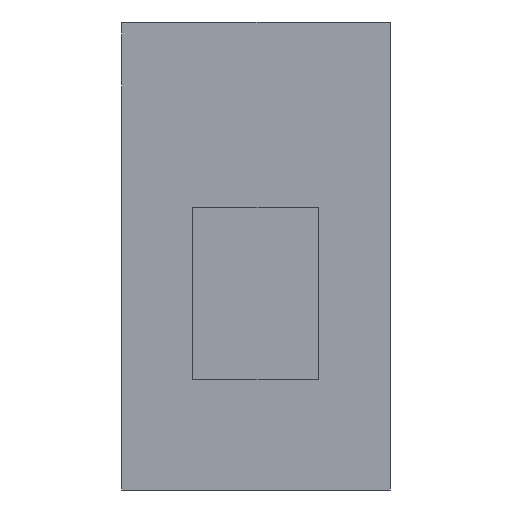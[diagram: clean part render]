
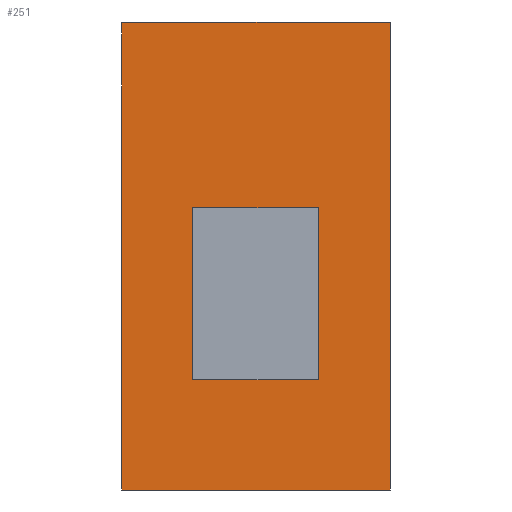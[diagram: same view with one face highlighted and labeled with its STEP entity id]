
A CAD part, left-side view. The second image highlights one B-rep face of the part: STEP entity #251.
In plain terms, the highlighted planar face has unit normal (-1, 0, 0).
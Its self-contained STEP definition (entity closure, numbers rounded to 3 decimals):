
#3 = CARTESIAN_POINT ( 'NONE',  ( 0., 7.1, 0. ) ) ;
#4 = CARTESIAN_POINT ( 'NONE',  ( 0., 26.5, -35.375 ) ) ;
#28 = CARTESIAN_POINT ( 'NONE',  ( 0., 26.5, 0. ) ) ;
#74 = CARTESIAN_POINT ( 'NONE',  ( 0., 0., -46.25 ) ) ;
#76 = VERTEX_POINT ( 'NONE', #186 ) ;
#80 = DIRECTION ( 'NONE',  ( 1., 0., 0. ) ) ;
#108 = LINE ( 'NONE', #3, #634 ) ;
#167 = CARTESIAN_POINT ( 'NONE',  ( 0., 19.5, 0. ) ) ;
#173 = EDGE_LOOP ( 'NONE', ( #1067, #942, #527, #803 ) ) ;
#186 = CARTESIAN_POINT ( 'NONE',  ( 0., 19.5, -18.375 ) ) ;
#214 = DIRECTION ( 'NONE',  ( 0., 0., 1. ) ) ;
#244 = VERTEX_POINT ( 'NONE', #603 ) ;
#251 = ADVANCED_FACE ( 'NONE', ( #418, #775 ), #330, .F. ) ;
#252 = CARTESIAN_POINT ( 'NONE',  ( 0., 7.1, -35.375 ) ) ;
#262 = DIRECTION ( 'NONE',  ( 0., 0., -1. ) ) ;
#275 = DIRECTION ( 'NONE',  ( 0., -1., 0. ) ) ;
#279 = VERTEX_POINT ( 'NONE', #74 ) ;
#291 = ORIENTED_EDGE ( 'NONE', *, *, #402, .F. ) ;
#330 = PLANE ( 'NONE',  #739 ) ;
#331 = VERTEX_POINT ( 'NONE', #252 ) ;
#372 = LINE ( 'NONE', #971, #1070 ) ;
#374 = VECTOR ( 'NONE', #980, 1000. ) ;
#402 = EDGE_CURVE ( 'NONE', #662, #887, #372, .T. ) ;
#418 = FACE_OUTER_BOUND ( 'NONE', #693, .T. ) ;
#424 = DIRECTION ( 'NONE',  ( 0., 0., 1. ) ) ;
#442 = VERTEX_POINT ( 'NONE', #721 ) ;
#444 = EDGE_CURVE ( 'NONE', #331, #442, #1073, .T. ) ;
#450 = EDGE_CURVE ( 'NONE', #76, #244, #633, .T. ) ;
#461 = VECTOR ( 'NONE', #550, 1000. ) ;
#487 = CARTESIAN_POINT ( 'NONE',  ( 0., 0., 0. ) ) ;
#521 = CARTESIAN_POINT ( 'NONE',  ( 0., 0., 0. ) ) ;
#527 = ORIENTED_EDGE ( 'NONE', *, *, #444, .T. ) ;
#529 = DIRECTION ( 'NONE',  ( 0., 0., 1. ) ) ;
#550 = DIRECTION ( 'NONE',  ( 0., 1., 0. ) ) ;
#576 = VECTOR ( 'NONE', #424, 1000. ) ;
#585 = ORIENTED_EDGE ( 'NONE', *, *, #1009, .T. ) ;
#603 = CARTESIAN_POINT ( 'NONE',  ( 0., 7.1, -18.375 ) ) ;
#608 = CARTESIAN_POINT ( 'NONE',  ( 0., 26.5, -46.25 ) ) ;
#633 = LINE ( 'NONE', #801, #1109 ) ;
#634 = VECTOR ( 'NONE', #262, 1000. ) ;
#643 = LINE ( 'NONE', #487, #730 ) ;
#662 = VERTEX_POINT ( 'NONE', #608 ) ;
#693 = EDGE_LOOP ( 'NONE', ( #585, #829, #291, #1050 ) ) ;
#718 = EDGE_CURVE ( 'NONE', #442, #76, #1042, .T. ) ;
#719 = VERTEX_POINT ( 'NONE', #521 ) ;
#720 = CARTESIAN_POINT ( 'NONE',  ( 0., 26.5, 0. ) ) ;
#721 = CARTESIAN_POINT ( 'NONE',  ( 0., 19.5, -35.375 ) ) ;
#726 = LINE ( 'NONE', #720, #374 ) ;
#730 = VECTOR ( 'NONE', #214, 1000. ) ;
#739 = AXIS2_PLACEMENT_3D ( 'NONE', #1145, #80, #1035 ) ;
#751 = EDGE_CURVE ( 'NONE', #887, #719, #726, .T. ) ;
#775 = FACE_BOUND ( 'NONE', #173, .T. ) ;
#801 = CARTESIAN_POINT ( 'NONE',  ( 0., 26.5, -18.375 ) ) ;
#803 = ORIENTED_EDGE ( 'NONE', *, *, #718, .T. ) ;
#829 = ORIENTED_EDGE ( 'NONE', *, *, #751, .F. ) ;
#837 = EDGE_CURVE ( 'NONE', #244, #331, #108, .T. ) ;
#839 = VECTOR ( 'NONE', #1106, 1000. ) ;
#887 = VERTEX_POINT ( 'NONE', #28 ) ;
#924 = EDGE_CURVE ( 'NONE', #662, #279, #928, .T. ) ;
#928 = LINE ( 'NONE', #1090, #839 ) ;
#942 = ORIENTED_EDGE ( 'NONE', *, *, #837, .T. ) ;
#971 = CARTESIAN_POINT ( 'NONE',  ( 0., 26.5, 0. ) ) ;
#980 = DIRECTION ( 'NONE',  ( 0., -1., 0. ) ) ;
#1009 = EDGE_CURVE ( 'NONE', #279, #719, #643, .T. ) ;
#1035 = DIRECTION ( 'NONE',  ( 0., 0., -1. ) ) ;
#1042 = LINE ( 'NONE', #167, #576 ) ;
#1050 = ORIENTED_EDGE ( 'NONE', *, *, #924, .T. ) ;
#1067 = ORIENTED_EDGE ( 'NONE', *, *, #450, .T. ) ;
#1070 = VECTOR ( 'NONE', #529, 1000. ) ;
#1073 = LINE ( 'NONE', #4, #461 ) ;
#1090 = CARTESIAN_POINT ( 'NONE',  ( 0., 26.5, -46.25 ) ) ;
#1106 = DIRECTION ( 'NONE',  ( 0., -1., 0. ) ) ;
#1109 = VECTOR ( 'NONE', #275, 1000. ) ;
#1145 = CARTESIAN_POINT ( 'NONE',  ( 0., 26.5, 0. ) ) ;
